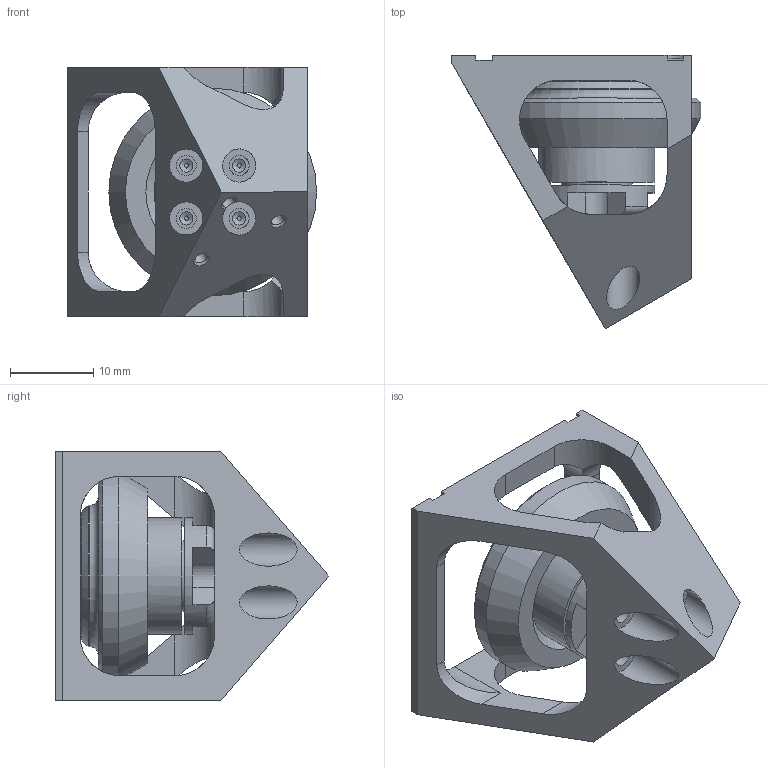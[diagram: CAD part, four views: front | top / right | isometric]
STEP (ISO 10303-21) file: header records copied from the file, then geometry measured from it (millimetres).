
FILE_DESCRIPTION(/* description */ ('STEP AP214'),/* implementation_level */ '2;1');
FILE_NAME(/* name */ '60e80172d95eb96cdbe98f45',/* time_stamp */ '2021-07-09T07:57:38+00:00',/* author */ (''),/* organization */ (''),/* preprocessor_version */ 'ST-DEVELOPER v18.1',/* originating_system */ ' ',/* authorisation */ ' ');
FILE_SCHEMA (('AUTOMOTIVE_DESIGN {1 0 10303 214 3 1 1}'));
Length unit declared in the file: metre
Products named in the file (6): ReactionWheelMotorUnitReverse-1; magnet; magnetCap; D1104-4000KV_rough; wheel; motorBracketV2Reverse
Assembly tree (5 placements, depth 2):
  ReactionWheelMotorUnitReverse-1
    magnet
    magnetCap
    D1104-4000KV_rough
    wheel
    motorBracketV2Reverse
Bounding box: 29.99 x 32.91 x 30 mm (x, y, z)
Volume: 7701.2 mm3; surface area: 7142.6 mm2
Topology: 5 solids, 5 shells, 238 faces, 669 edges, 434 vertices
Faces by surface type: plane 97, cylinder 86, cone 43, torus 12
Full cylindrical faces by diameter (mm): 1.5 x3, 1.6 x17, 2 x4, 2.2 x6, 2.4 x4, 4 x4, 5 x1, 6 x1, 6.2 x1, 8.54 x1, 14 x2, 14.1 x1, 14.5 x1, 14.6 x1, 17 x1, 25 x1
Entity records: 7248 total; most frequent: CARTESIAN_POINT 1410, DIRECTION 1204, ORIENTED_EDGE 1068, EDGE_CURVE 534, AXIS2_PLACEMENT_3D 496, VERTEX_POINT 403, FACE_BOUND 377, EDGE_LOOP 365
